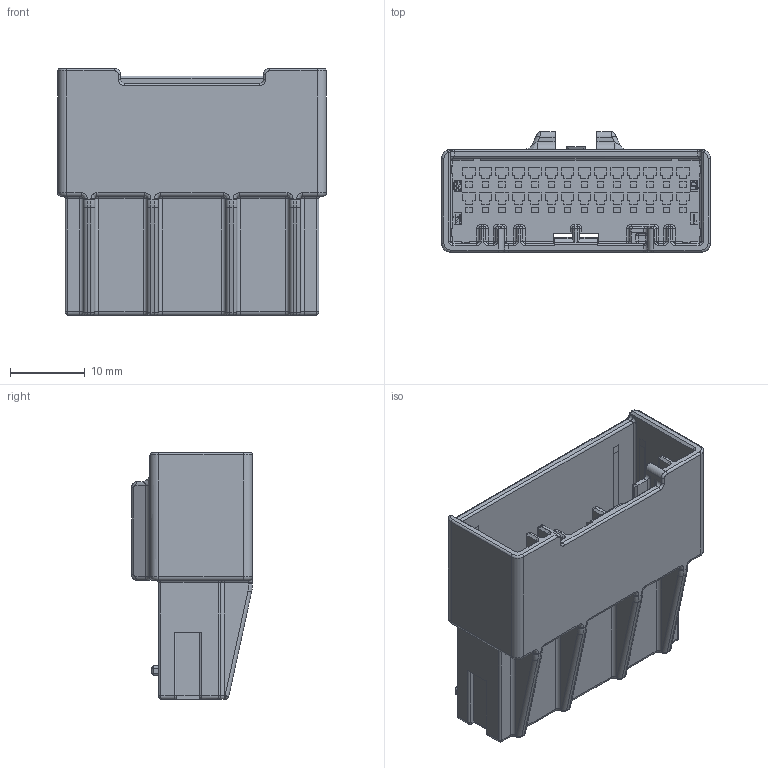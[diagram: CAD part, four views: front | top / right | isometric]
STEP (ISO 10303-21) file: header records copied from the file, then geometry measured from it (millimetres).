
FILE_DESCRIPTION((''),'2;1');
FILE_NAME('025_II_28M_HSG_REV01','2023-01-04T11:26:29',('jhryu'),(''),'CREO PARAMETRIC BY PTC INC, 2017380','CREO PARAMETRIC BY PTC INC, 2017380','');
FILE_SCHEMA(('CONFIG_CONTROL_DESIGN'));
Products named in the file (1): 025_II_28M_HSG_REV01
Bounding box: 35.9 x 16.15 x 33 mm (x, y, z)
Volume: 7401.6 mm3; surface area: 6459.3 mm2
Topology: 1 solids, 1 shells, 2033 faces, 5415 edges, 3462 vertices
Faces by surface type: plane 1520, cylinder 367, torus 58, sphere 32, bspline 30, cone 26
Entity records: 63495 total; most frequent: CARTESIAN_POINT 13106, ORIENTED_EDGE 10806, DIRECTION 9793, EDGE_CURVE 5403, VECTOR 4577, LINE 4577, VERTEX_POINT 3462, AXIS2_PLACEMENT_3D 2608
